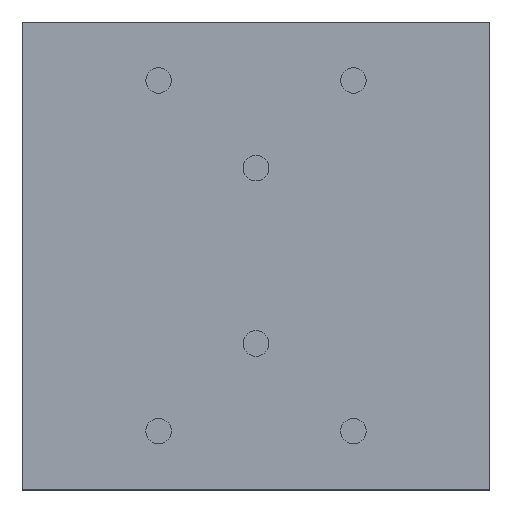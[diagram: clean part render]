
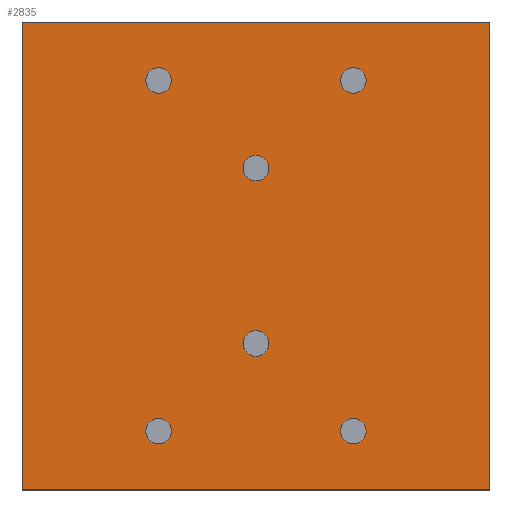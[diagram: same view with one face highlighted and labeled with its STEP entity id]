
A CAD part, top view. The second image highlights one B-rep face of the part: STEP entity #2835.
In plain terms, the highlighted planar face has unit normal (0, 0, 1).
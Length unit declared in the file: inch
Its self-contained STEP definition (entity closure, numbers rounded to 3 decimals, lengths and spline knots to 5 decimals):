
#1818=CARTESIAN_POINT('',(-0.543,-1.125,0.4125));
#1819=VERTEX_POINT('',#1818);
#1835=CARTESIAN_POINT('',(-0.707,-1.125,0.4125));
#1836=VERTEX_POINT('',#1835);
#1843=CARTESIAN_POINT('',(-0.625,-1.125,0.4125));
#1844=DIRECTION('',(0.0,0.0,-1.0));
#1845=DIRECTION('',(1.0,0.0,0.0));
#1846=AXIS2_PLACEMENT_3D('',#1843,#1844,#1845);
#1847=CIRCLE('',#1846,0.082);
#1848=EDGE_CURVE('',#1819,#1836,#1847,.T.);
#1881=CARTESIAN_POINT('',(0.707,1.125,0.4125));
#1882=VERTEX_POINT('',#1881);
#1898=CARTESIAN_POINT('',(0.543,1.125,0.4125));
#1899=VERTEX_POINT('',#1898);
#1906=CARTESIAN_POINT('',(0.625,1.125,0.4125));
#1907=DIRECTION('',(0.0,0.0,-1.0));
#1908=DIRECTION('',(1.0,0.0,0.0));
#1909=AXIS2_PLACEMENT_3D('',#1906,#1907,#1908);
#1910=CIRCLE('',#1909,0.082);
#1911=EDGE_CURVE('',#1882,#1899,#1910,.T.);
#1944=CARTESIAN_POINT('',(0.707,-1.125,0.4125));
#1945=VERTEX_POINT('',#1944);
#1961=CARTESIAN_POINT('',(0.543,-1.125,0.4125));
#1962=VERTEX_POINT('',#1961);
#1969=CARTESIAN_POINT('',(0.625,-1.125,0.4125));
#1970=DIRECTION('',(0.0,0.0,-1.0));
#1971=DIRECTION('',(1.0,0.0,0.0));
#1972=AXIS2_PLACEMENT_3D('',#1969,#1970,#1971);
#1973=CIRCLE('',#1972,0.082);
#1974=EDGE_CURVE('',#1945,#1962,#1973,.T.);
#2007=CARTESIAN_POINT('',(-0.543,1.125,0.4125));
#2008=VERTEX_POINT('',#2007);
#2024=CARTESIAN_POINT('',(-0.707,1.125,0.4125));
#2025=VERTEX_POINT('',#2024);
#2032=CARTESIAN_POINT('',(-0.625,1.125,0.4125));
#2033=DIRECTION('',(0.0,0.0,-1.0));
#2034=DIRECTION('',(1.0,0.0,0.0));
#2035=AXIS2_PLACEMENT_3D('',#2032,#2033,#2034);
#2036=CIRCLE('',#2035,0.082);
#2037=EDGE_CURVE('',#2008,#2025,#2036,.T.);
#2070=CARTESIAN_POINT('',(0.082,-0.5625,0.4125));
#2071=VERTEX_POINT('',#2070);
#2087=CARTESIAN_POINT('',(-0.082,-0.5625,0.4125));
#2088=VERTEX_POINT('',#2087);
#2095=CARTESIAN_POINT('',(0.,-0.5625,0.4125));
#2096=DIRECTION('',(0.0,0.0,-1.0));
#2097=DIRECTION('',(1.0,0.0,0.0));
#2098=AXIS2_PLACEMENT_3D('',#2095,#2096,#2097);
#2099=CIRCLE('',#2098,0.082);
#2100=EDGE_CURVE('',#2071,#2088,#2099,.T.);
#2133=CARTESIAN_POINT('',(0.082,0.5625,0.4125));
#2134=VERTEX_POINT('',#2133);
#2150=CARTESIAN_POINT('',(-0.082,0.5625,0.4125));
#2151=VERTEX_POINT('',#2150);
#2158=CARTESIAN_POINT('',(0.,0.5625,0.4125));
#2159=DIRECTION('',(0.0,0.0,-1.0));
#2160=DIRECTION('',(1.0,0.0,0.0));
#2161=AXIS2_PLACEMENT_3D('',#2158,#2159,#2160);
#2162=CIRCLE('',#2161,0.082);
#2163=EDGE_CURVE('',#2134,#2151,#2162,.T.);
#2195=CARTESIAN_POINT('',(0.,0.5625,0.4125));
#2196=DIRECTION('',(0.0,0.0,-1.0));
#2197=DIRECTION('',(1.0,0.0,0.0));
#2198=AXIS2_PLACEMENT_3D('',#2195,#2196,#2197);
#2199=CIRCLE('',#2198,0.082);
#2200=EDGE_CURVE('',#2151,#2134,#2199,.T.);
#2240=CARTESIAN_POINT('',(0.,-0.5625,0.4125));
#2241=DIRECTION('',(0.0,0.0,-1.0));
#2242=DIRECTION('',(1.0,0.0,0.0));
#2243=AXIS2_PLACEMENT_3D('',#2240,#2241,#2242);
#2244=CIRCLE('',#2243,0.082);
#2245=EDGE_CURVE('',#2088,#2071,#2244,.T.);
#2285=CARTESIAN_POINT('',(-0.625,1.125,0.4125));
#2286=DIRECTION('',(0.0,0.0,-1.0));
#2287=DIRECTION('',(1.0,0.0,0.0));
#2288=AXIS2_PLACEMENT_3D('',#2285,#2286,#2287);
#2289=CIRCLE('',#2288,0.082);
#2290=EDGE_CURVE('',#2025,#2008,#2289,.T.);
#2330=CARTESIAN_POINT('',(0.625,-1.125,0.4125));
#2331=DIRECTION('',(0.0,0.0,-1.0));
#2332=DIRECTION('',(1.0,0.0,0.0));
#2333=AXIS2_PLACEMENT_3D('',#2330,#2331,#2332);
#2334=CIRCLE('',#2333,0.082);
#2335=EDGE_CURVE('',#1962,#1945,#2334,.T.);
#2375=CARTESIAN_POINT('',(0.625,1.125,0.4125));
#2376=DIRECTION('',(0.0,0.0,-1.0));
#2377=DIRECTION('',(1.0,0.0,0.0));
#2378=AXIS2_PLACEMENT_3D('',#2375,#2376,#2377);
#2379=CIRCLE('',#2378,0.082);
#2380=EDGE_CURVE('',#1899,#1882,#2379,.T.);
#2420=CARTESIAN_POINT('',(-0.625,-1.125,0.4125));
#2421=DIRECTION('',(0.0,0.0,-1.0));
#2422=DIRECTION('',(1.0,0.0,0.0));
#2423=AXIS2_PLACEMENT_3D('',#2420,#2421,#2422);
#2424=CIRCLE('',#2423,0.082);
#2425=EDGE_CURVE('',#1836,#1819,#2424,.T.);
#2755=CARTESIAN_POINT('',(1.5,1.5,0.4125));
#2756=VERTEX_POINT('',#2755);
#2763=CARTESIAN_POINT('',(1.5,-1.5,0.4125));
#2764=VERTEX_POINT('',#2763);
#2765=CARTESIAN_POINT('',(1.5,-1.5,0.4125));
#2766=DIRECTION('',(0.0,1.0,0.0));
#2767=VECTOR('',#2766,3.0);
#2768=LINE('',#2765,#2767);
#2769=EDGE_CURVE('',#2764,#2756,#2768,.T.);
#2781=CARTESIAN_POINT('',(1.5,-1.5,0.4125));
#2782=DIRECTION('',(0.0,0.0,1.0));
#2783=DIRECTION('',(1.0,0.0,0.0));
#2784=AXIS2_PLACEMENT_3D('',#2781,#2782,#2783);
#2785=PLANE('',#2784);
#2786=CARTESIAN_POINT('',(-1.5,1.5,0.4125));
#2787=VERTEX_POINT('',#2786);
#2788=CARTESIAN_POINT('',(1.5,1.5,0.4125));
#2789=DIRECTION('',(-1.0,0.0,0.0));
#2790=VECTOR('',#2789,3.);
#2791=LINE('',#2788,#2790);
#2792=EDGE_CURVE('',#2756,#2787,#2791,.T.);
#2793=ORIENTED_EDGE('',*,*,#2792,.T.);
#2794=CARTESIAN_POINT('',(-1.5,-1.5,0.4125));
#2795=VERTEX_POINT('',#2794);
#2796=CARTESIAN_POINT('',(-1.5,-1.5,0.4125));
#2797=DIRECTION('',(0.0,1.0,0.0));
#2798=VECTOR('',#2797,3.0);
#2799=LINE('',#2796,#2798);
#2800=EDGE_CURVE('',#2795,#2787,#2799,.T.);
#2801=ORIENTED_EDGE('',*,*,#2800,.F.);
#2802=CARTESIAN_POINT('',(-1.5,-1.5,0.4125));
#2803=DIRECTION('',(1.0,0.0,0.0));
#2804=VECTOR('',#2803,3.);
#2805=LINE('',#2802,#2804);
#2806=EDGE_CURVE('',#2795,#2764,#2805,.T.);
#2807=ORIENTED_EDGE('',*,*,#2806,.T.);
#2808=ORIENTED_EDGE('',*,*,#2769,.T.);
#2809=EDGE_LOOP('',(#2793,#2801,#2807,#2808));
#2810=FACE_OUTER_BOUND('',#2809,.T.);
#2811=ORIENTED_EDGE('',*,*,#2163,.T.);
#2812=ORIENTED_EDGE('',*,*,#2200,.T.);
#2813=EDGE_LOOP('',(#2811,#2812));
#2814=FACE_BOUND('',#2813,.T.);
#2815=ORIENTED_EDGE('',*,*,#2100,.T.);
#2816=ORIENTED_EDGE('',*,*,#2245,.T.);
#2817=EDGE_LOOP('',(#2815,#2816));
#2818=FACE_BOUND('',#2817,.T.);
#2819=ORIENTED_EDGE('',*,*,#2037,.T.);
#2820=ORIENTED_EDGE('',*,*,#2290,.T.);
#2821=EDGE_LOOP('',(#2819,#2820));
#2822=FACE_BOUND('',#2821,.T.);
#2823=ORIENTED_EDGE('',*,*,#1974,.T.);
#2824=ORIENTED_EDGE('',*,*,#2335,.T.);
#2825=EDGE_LOOP('',(#2823,#2824));
#2826=FACE_BOUND('',#2825,.T.);
#2827=ORIENTED_EDGE('',*,*,#1911,.T.);
#2828=ORIENTED_EDGE('',*,*,#2380,.T.);
#2829=EDGE_LOOP('',(#2827,#2828));
#2830=FACE_BOUND('',#2829,.T.);
#2831=ORIENTED_EDGE('',*,*,#1848,.T.);
#2832=ORIENTED_EDGE('',*,*,#2425,.T.);
#2833=EDGE_LOOP('',(#2831,#2832));
#2834=FACE_BOUND('',#2833,.T.);
#2835=ADVANCED_FACE('',(#2810,#2814,#2818,#2822,#2826,#2830,#2834),#2785,.T.);
